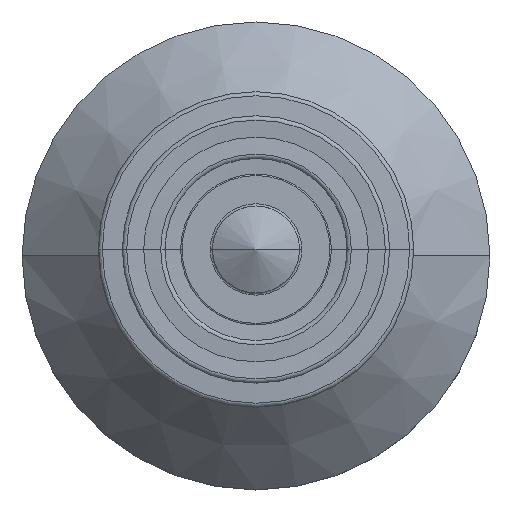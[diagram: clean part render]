
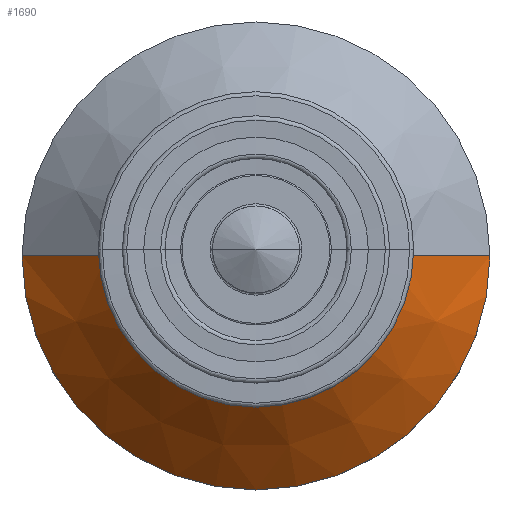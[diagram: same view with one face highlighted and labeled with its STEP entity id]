
A CAD part, top view. The second image highlights one B-rep face of the part: STEP entity #1690.
In plain terms, the highlighted conical face has half-angle 45 degrees and reference radius 13.75 mm.
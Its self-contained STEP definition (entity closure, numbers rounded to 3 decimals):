
#61 = EDGE_CURVE ( 'NONE', #1276, #2033, #350, .T. ) ;
#117 = CARTESIAN_POINT ( 'NONE',  ( 13.75, 0., 15.75 ) ) ;
#182 = EDGE_LOOP ( 'NONE', ( #1951, #1139, #1999, #909 ) ) ;
#201 = DIRECTION ( 'NONE',  ( 1., 0., 0. ) ) ;
#211 = FACE_OUTER_BOUND ( 'NONE', #182, .T. ) ;
#212 = DIRECTION ( 'NONE',  ( 0., 0., 1. ) ) ;
#217 = VECTOR ( 'NONE', #590, 1000. ) ;
#234 = CARTESIAN_POINT ( 'NONE',  ( 0., 0., 15.75 ) ) ;
#253 = AXIS2_PLACEMENT_3D ( 'NONE', #899, #819, #986 ) ;
#350 = LINE ( 'NONE', #1821, #1167 ) ;
#351 = DIRECTION ( 'NONE',  ( 0.707, 0., -0.707 ) ) ;
#394 = CARTESIAN_POINT ( 'NONE',  ( -13.75, 0., 15.75 ) ) ;
#438 = CARTESIAN_POINT ( 'NONE',  ( 0., 0., 8. ) ) ;
#444 = DIRECTION ( 'NONE',  ( 0., 0., 1. ) ) ;
#590 = DIRECTION ( 'NONE',  ( -0.707, 0., -0.707 ) ) ;
#613 = EDGE_CURVE ( 'NONE', #628, #2034, #1088, .T. ) ;
#628 = VERTEX_POINT ( 'NONE', #733 ) ;
#733 = CARTESIAN_POINT ( 'NONE',  ( -13.75, 0., 15.75 ) ) ;
#734 = EDGE_CURVE ( 'NONE', #2034, #2033, #1769, .T. ) ;
#758 = CARTESIAN_POINT ( 'NONE',  ( -21.5, 0., 8. ) ) ;
#768 = CARTESIAN_POINT ( 'NONE',  ( 21.5, 0., 8. ) ) ;
#819 = DIRECTION ( 'NONE',  ( 0., 0., -1. ) ) ;
#899 = CARTESIAN_POINT ( 'NONE',  ( 0., 0., 15.75 ) ) ;
#909 = ORIENTED_EDGE ( 'NONE', *, *, #734, .T. ) ;
#932 = EDGE_CURVE ( 'NONE', #628, #1276, #1810, .T. ) ;
#986 = DIRECTION ( 'NONE',  ( -1., 0., 0. ) ) ;
#1088 = LINE ( 'NONE', #394, #217 ) ;
#1139 = ORIENTED_EDGE ( 'NONE', *, *, #932, .F. ) ;
#1167 = VECTOR ( 'NONE', #351, 1000. ) ;
#1276 = VERTEX_POINT ( 'NONE', #117 ) ;
#1690 = ADVANCED_FACE ( 'NONE', ( #211 ), #1841, .T. ) ;
#1769 = CIRCLE ( 'NONE', #1943, 21.5 ) ;
#1810 = CIRCLE ( 'NONE', #2115, 13.75 ) ;
#1821 = CARTESIAN_POINT ( 'NONE',  ( 13.75, 0., 15.75 ) ) ;
#1841 = CONICAL_SURFACE ( 'NONE', #253, 13.75, 0.785 ) ;
#1943 = AXIS2_PLACEMENT_3D ( 'NONE', #438, #444, #1986 ) ;
#1951 = ORIENTED_EDGE ( 'NONE', *, *, #61, .F. ) ;
#1986 = DIRECTION ( 'NONE',  ( 1., 0., 0. ) ) ;
#1999 = ORIENTED_EDGE ( 'NONE', *, *, #613, .T. ) ;
#2033 = VERTEX_POINT ( 'NONE', #768 ) ;
#2034 = VERTEX_POINT ( 'NONE', #758 ) ;
#2115 = AXIS2_PLACEMENT_3D ( 'NONE', #234, #212, #201 ) ;
